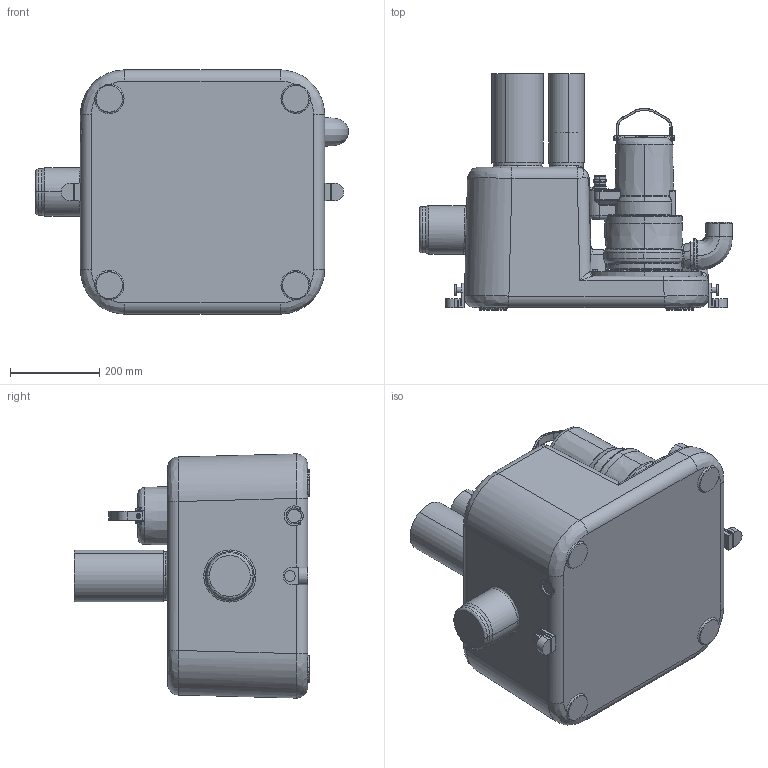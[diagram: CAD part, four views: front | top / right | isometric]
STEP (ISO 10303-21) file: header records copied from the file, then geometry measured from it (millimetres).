
FILE_DESCRIPTION (( 'STEP AP214' ), '1' );
FILE_NAME ('FHAG-1 TD-0030378.STEP', '2016-02-19T07:48:00', ( '' ), ( '' ), 'SwSTEP 2.0', 'SolidWorks 2011', '' );
FILE_SCHEMA (( 'AUTOMOTIVE_DESIGN' ));
Length unit declared in the file: millimetre
Products named in the file (4): TD-0031270; TD-0031273; TD-0030342; FHAG-1 TD-0030378
Assembly tree (3 placements, depth 2):
  FHAG-1 TD-0030378
    TD-0031273
    TD-0031270
    TD-0030342
Bounding box: 702.8 x 530 x 548.66 mm (x, y, z)
Volume: 61959773.1 mm3; surface area: 1746104.2 mm2
Topology: 5 solids, 19 shells, 1189 faces, 2919 edges, 1753 vertices
Faces by surface type: bspline 421, cylinder 395, plane 284, cone 89
Entity records: 73368 total; most frequent: CARTESIAN_POINT 43507, ORIENTED_EDGE 5692, DIRECTION 4002, EDGE_CURVE 2846, VERTEX_POINT 1753, AXIS2_PLACEMENT_3D 1590, EDGE_LOOP 1255, FACE_OUTER_BOUND 1189
